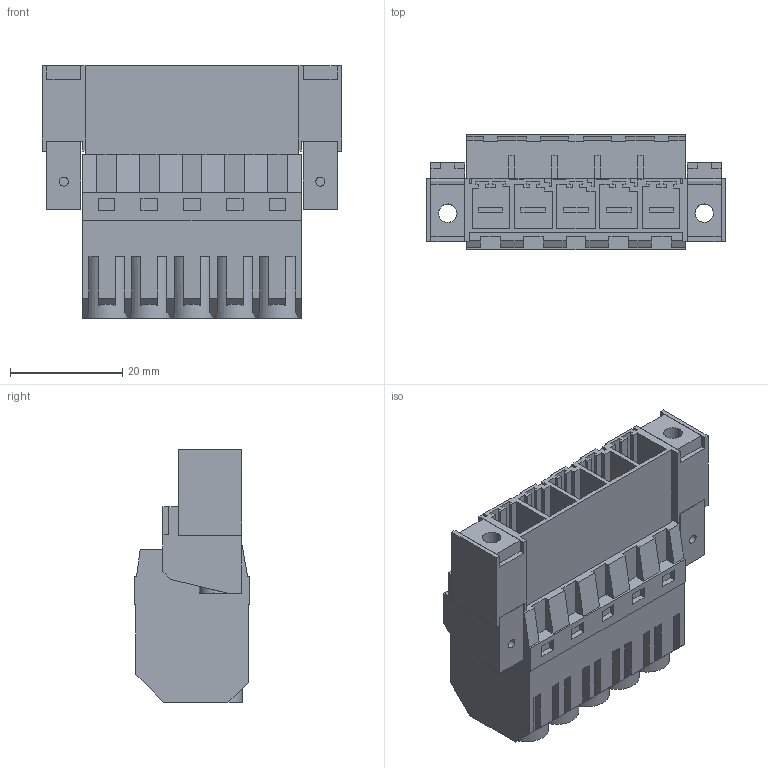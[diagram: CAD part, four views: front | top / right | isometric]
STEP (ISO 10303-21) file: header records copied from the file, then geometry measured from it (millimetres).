
FILE_DESCRIPTION(('CATIA V5 STEP Exchange','CAx-IF Rec.Pracs.--- Model Styling and Organization---1.4--- 2014-01-23'),'2;1');
FILE_NAME ('D1447966_1_1060930000_1060930000.stp','2022-08-08T13:52:08+00:00',('none'),('Weidmueller'),'CATIA Version 5-6 Release 2016 SP3 HF44','CATIA V5 STEP AP214','none');
FILE_SCHEMA(('AUTOMOTIVE_DESIGN { 1 0 10303 214 1 1 1 1 }'));
Length unit declared in the file: millimetre
Products named in the file (1): 1060930000
Bounding box: 53.34 x 20.6 x 45.01 mm (x, y, z)
Volume: 22948.2 mm3; surface area: 17103.6 mm2
Topology: 8 solids, 8 shells, 544 faces, 1557 edges, 1054 vertices
Faces by surface type: plane 499, cylinder 45
Entity records: 17500 total; most frequent: CARTESIAN_POINT 3333, ORIENTED_EDGE 3114, DIRECTION 2300, EDGE_CURVE 1557, VECTOR 1451, LINE 1451, VERTEX_POINT 1054, EDGE_LOOP 585
